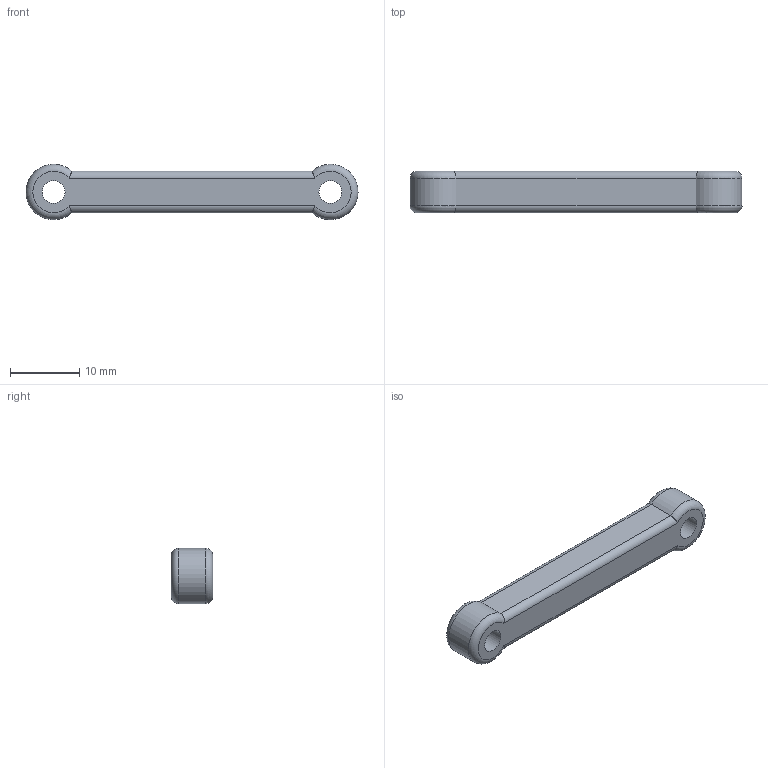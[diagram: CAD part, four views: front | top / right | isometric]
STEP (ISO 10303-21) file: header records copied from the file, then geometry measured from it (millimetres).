
FILE_DESCRIPTION(/* description */ (''),/* implementation_level */ '2;1');
FILE_NAME(/* name */ 'Pivot Arm B v3.step',/* time_stamp */ '2019-03-05T07:37:09-06:00',/* author */ (''),/* organization */ (''),/* preprocessor_version */ 'ST-DEVELOPER v17.2',/* originating_system */ 'Autodesk Translation Framework v7.6.0.251',/* authorisation */ '');
FILE_SCHEMA (('AUTOMOTIVE_DESIGN { 1 0 10303 214 3 1 1 }'));
Length unit declared in the file: millimetre
Products named in the file (1): Pivot Arm B
Bounding box: 47.98 x 6 x 7.99 mm (x, y, z)
Volume: 1637.5 mm3; surface area: 1230 mm2
Topology: 1 solids, 1 shells, 16 faces, 34 edges, 20 vertices
Faces by surface type: cylinder 8, plane 4, torus 4
Full cylindrical faces by diameter (mm): 3.3 x2
Entity records: 562 total; most frequent: CARTESIAN_POINT 175, DIRECTION 72, ORIENTED_EDGE 68, EDGE_CURVE 34, AXIS2_PLACEMENT_3D 29, EDGE_LOOP 20, VERTEX_POINT 20, FACE_OUTER_BOUND 16
